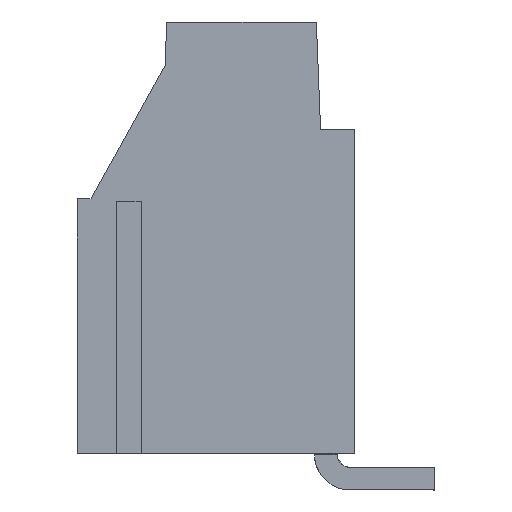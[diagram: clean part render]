
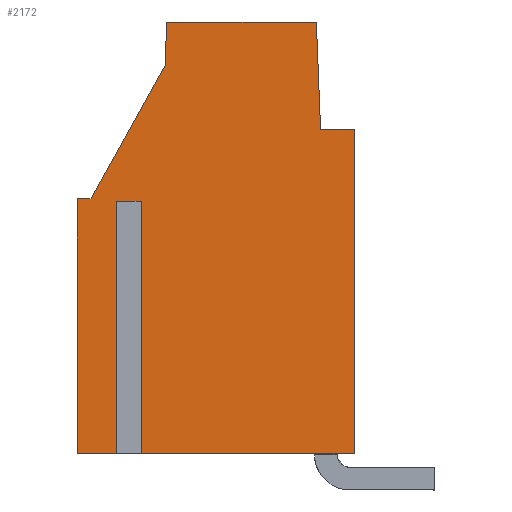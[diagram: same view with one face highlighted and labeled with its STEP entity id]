
A CAD part, left-side view. The second image highlights one B-rep face of the part: STEP entity #2172.
In plain terms, the highlighted planar face has unit normal (-1, 0, 0).
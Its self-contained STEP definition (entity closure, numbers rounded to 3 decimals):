
#2073=AXIS2_PLACEMENT_3D('Plane Axis2P3D',#2070,#2071,#2072) ;
#1973=CARTESIAN_POINT('Line Origine',(0.65,7.676,18.57)) ;
#1977=CARTESIAN_POINT('Vertex',(0.65,10.646,18.57)) ;
#1979=CARTESIAN_POINT('Vertex',(0.65,4.705,18.57)) ;
#2070=CARTESIAN_POINT('Axis2P3D Location',(0.65,-1.268,0.)) ;
#2075=CARTESIAN_POINT('Line Origine',(0.65,12.35,6.45)) ;
#2079=CARTESIAN_POINT('Vertex',(0.65,12.35,1.45)) ;
#2081=CARTESIAN_POINT('Vertex',(0.65,12.35,11.45)) ;
#2084=CARTESIAN_POINT('Line Origine',(0.65,12.15,11.45)) ;
#2088=CARTESIAN_POINT('Vertex',(0.65,11.95,11.45)) ;
#2091=CARTESIAN_POINT('Line Origine',(0.65,11.95,6.45)) ;
#2095=CARTESIAN_POINT('Vertex',(0.65,11.95,1.45)) ;
#2098=CARTESIAN_POINT('Line Origine',(0.65,7.575,1.45)) ;
#2102=CARTESIAN_POINT('Vertex',(0.65,3.2,1.45)) ;
#2105=CARTESIAN_POINT('Line Origine',(0.65,3.2,7.875)) ;
#2109=CARTESIAN_POINT('Vertex',(0.65,3.2,14.3)) ;
#2112=CARTESIAN_POINT('Line Origine',(0.65,3.869,14.3)) ;
#2116=CARTESIAN_POINT('Vertex',(0.65,4.538,14.3)) ;
#2119=CARTESIAN_POINT('Line Origine',(0.65,4.622,16.435)) ;
#2124=CARTESIAN_POINT('Line Origine',(0.65,10.676,17.71)) ;
#2128=CARTESIAN_POINT('Vertex',(0.65,10.706,16.849)) ;
#2131=CARTESIAN_POINT('Line Origine',(0.65,12.176,14.2)) ;
#2135=CARTESIAN_POINT('Vertex',(0.65,13.645,11.55)) ;
#2138=CARTESIAN_POINT('Line Origine',(0.65,13.923,11.55)) ;
#2142=CARTESIAN_POINT('Vertex',(0.65,14.2,11.55)) ;
#2145=CARTESIAN_POINT('Line Origine',(0.65,14.2,6.5)) ;
#2149=CARTESIAN_POINT('Vertex',(0.65,14.2,1.45)) ;
#2152=CARTESIAN_POINT('Line Origine',(0.65,13.275,1.45)) ;
#1974=DIRECTION('Vector Direction',(0.,1.,0.)) ;
#2071=DIRECTION('Axis2P3D Direction',(1.,0.,0.)) ;
#2072=DIRECTION('Axis2P3D XDirection',(0.,1.,0.)) ;
#2076=DIRECTION('Vector Direction',(0.,0.,1.)) ;
#2085=DIRECTION('Vector Direction',(0.,-1.,0.)) ;
#2092=DIRECTION('Vector Direction',(0.,0.,1.)) ;
#2099=DIRECTION('Vector Direction',(0.,1.,0.)) ;
#2106=DIRECTION('Vector Direction',(0.,0.,1.)) ;
#2113=DIRECTION('Vector Direction',(0.,1.,0.)) ;
#2120=DIRECTION('Vector Direction',(0.,-0.039,-0.999)) ;
#2125=DIRECTION('Vector Direction',(0.,0.035,-0.999)) ;
#2132=DIRECTION('Vector Direction',(0.,-0.485,0.875)) ;
#2139=DIRECTION('Vector Direction',(0.,-1.,0.)) ;
#2146=DIRECTION('Vector Direction',(0.,0.,-1.)) ;
#2153=DIRECTION('Vector Direction',(0.,1.,0.)) ;
#1975=VECTOR('Line Direction',#1974,1.) ;
#2077=VECTOR('Line Direction',#2076,1.) ;
#2086=VECTOR('Line Direction',#2085,1.) ;
#2093=VECTOR('Line Direction',#2092,1.) ;
#2100=VECTOR('Line Direction',#2099,1.) ;
#2107=VECTOR('Line Direction',#2106,1.) ;
#2114=VECTOR('Line Direction',#2113,1.) ;
#2121=VECTOR('Line Direction',#2120,1.) ;
#2126=VECTOR('Line Direction',#2125,1.) ;
#2133=VECTOR('Line Direction',#2132,1.) ;
#2140=VECTOR('Line Direction',#2139,1.) ;
#2147=VECTOR('Line Direction',#2146,1.) ;
#2154=VECTOR('Line Direction',#2153,1.) ;
#2158=ORIENTED_EDGE('',*,*,#2083,.T.) ;
#2159=ORIENTED_EDGE('',*,*,#2090,.T.) ;
#2160=ORIENTED_EDGE('',*,*,#2097,.F.) ;
#2161=ORIENTED_EDGE('',*,*,#2104,.F.) ;
#2162=ORIENTED_EDGE('',*,*,#2111,.F.) ;
#2163=ORIENTED_EDGE('',*,*,#2118,.F.) ;
#2164=ORIENTED_EDGE('',*,*,#2123,.F.) ;
#2165=ORIENTED_EDGE('',*,*,#1981,.F.) ;
#2166=ORIENTED_EDGE('',*,*,#2130,.F.) ;
#2167=ORIENTED_EDGE('',*,*,#2137,.F.) ;
#2168=ORIENTED_EDGE('',*,*,#2144,.F.) ;
#2169=ORIENTED_EDGE('',*,*,#2151,.F.) ;
#2170=ORIENTED_EDGE('',*,*,#2156,.F.) ;
#2172=ADVANCED_FACE('3',(#2171),#2074,.F.) ;
#1981=EDGE_CURVE('',#1978,#1980,#1976,.F.) ;
#2083=EDGE_CURVE('',#2080,#2082,#2078,.T.) ;
#2090=EDGE_CURVE('',#2082,#2089,#2087,.T.) ;
#2097=EDGE_CURVE('',#2096,#2089,#2094,.T.) ;
#2104=EDGE_CURVE('',#2103,#2096,#2101,.T.) ;
#2111=EDGE_CURVE('',#2110,#2103,#2108,.F.) ;
#2118=EDGE_CURVE('',#2117,#2110,#2115,.F.) ;
#2123=EDGE_CURVE('',#1980,#2117,#2122,.T.) ;
#2130=EDGE_CURVE('',#2129,#1978,#2127,.F.) ;
#2137=EDGE_CURVE('',#2136,#2129,#2134,.T.) ;
#2144=EDGE_CURVE('',#2143,#2136,#2141,.T.) ;
#2151=EDGE_CURVE('',#2150,#2143,#2148,.F.) ;
#2156=EDGE_CURVE('',#2080,#2150,#2155,.T.) ;
#2157=EDGE_LOOP('',(#2158,#2159,#2160,#2161,#2162,#2163,#2164,#2165,#2166,#2167,#2168,#2169,#2170)) ;
#2171=FACE_OUTER_BOUND('',#2157,.T.) ;
#1976=LINE('Line',#1973,#1975) ;
#2078=LINE('Line',#2075,#2077) ;
#2087=LINE('Line',#2084,#2086) ;
#2094=LINE('Line',#2091,#2093) ;
#2101=LINE('Line',#2098,#2100) ;
#2108=LINE('Line',#2105,#2107) ;
#2115=LINE('Line',#2112,#2114) ;
#2122=LINE('Line',#2119,#2121) ;
#2127=LINE('Line',#2124,#2126) ;
#2134=LINE('Line',#2131,#2133) ;
#2141=LINE('Line',#2138,#2140) ;
#2148=LINE('Line',#2145,#2147) ;
#2155=LINE('Line',#2152,#2154) ;
#2074=PLANE('',#2073) ;
#1978=VERTEX_POINT('',#1977) ;
#1980=VERTEX_POINT('',#1979) ;
#2080=VERTEX_POINT('',#2079) ;
#2082=VERTEX_POINT('',#2081) ;
#2089=VERTEX_POINT('',#2088) ;
#2096=VERTEX_POINT('',#2095) ;
#2103=VERTEX_POINT('',#2102) ;
#2110=VERTEX_POINT('',#2109) ;
#2117=VERTEX_POINT('',#2116) ;
#2129=VERTEX_POINT('',#2128) ;
#2136=VERTEX_POINT('',#2135) ;
#2143=VERTEX_POINT('',#2142) ;
#2150=VERTEX_POINT('',#2149) ;
